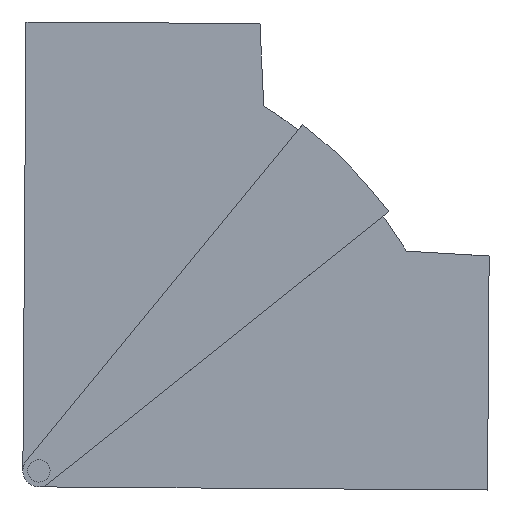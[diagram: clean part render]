
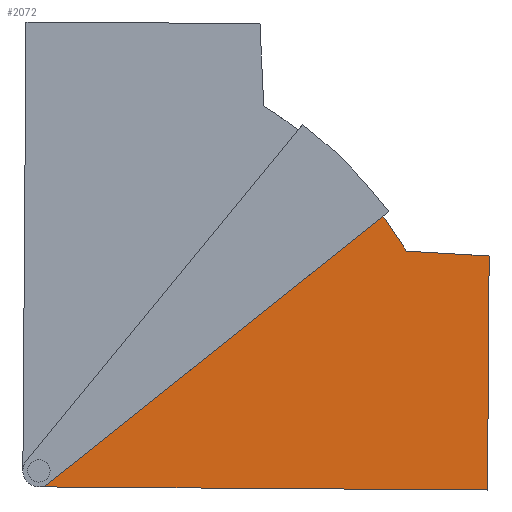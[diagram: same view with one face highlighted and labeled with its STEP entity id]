
A CAD part, front view. The second image highlights one B-rep face of the part: STEP entity #2072.
In plain terms, the highlighted planar face has unit normal (0, -1, 0).
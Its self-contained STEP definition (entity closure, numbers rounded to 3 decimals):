
#21 = CARTESIAN_POINT ( 'NONE',  ( 61., -57.5, -135.104 ) ) ;
#41 = DIRECTION ( 'NONE',  ( 0.052, 0., 0.999 ) ) ;
#59 = EDGE_CURVE ( 'NONE', #908, #554, #469, .T. ) ;
#86 = CARTESIAN_POINT ( 'NONE',  ( -2., -57.5, 0. ) ) ;
#252 = ORIENTED_EDGE ( 'NONE', *, *, #2814, .T. ) ;
#268 = DIRECTION ( 'NONE',  ( 0., -1., 0. ) ) ;
#412 = AXIS2_PLACEMENT_3D ( 'NONE', #3053, #3050, #3047 ) ;
#449 = DIRECTION ( 'NONE',  ( 0., 1., 0. ) ) ;
#467 = DIRECTION ( 'NONE',  ( -1., 0., 0. ) ) ;
#469 = CIRCLE ( 'NONE', #1877, 2.6 ) ;
#481 = CARTESIAN_POINT ( 'NONE',  ( 66., -57.5, -140. ) ) ;
#491 = AXIS2_PLACEMENT_3D ( 'NONE', #3126, #3121, #3118 ) ;
#503 = AXIS2_PLACEMENT_3D ( 'NONE', #481, #449, #467 ) ;
#547 = VERTEX_POINT ( 'NONE', #2421 ) ;
#554 = VERTEX_POINT ( 'NONE', #2331 ) ;
#585 = VERTEX_POINT ( 'NONE', #2308 ) ;
#586 = AXIS2_PLACEMENT_3D ( 'NONE', #2028, #268, #2002 ) ;
#587 = CARTESIAN_POINT ( 'NONE',  ( 61.5, -57.5, -135.593 ) ) ;
#797 = EDGE_LOOP ( 'NONE', ( #2293, #2353 ) ) ;
#803 = DIRECTION ( 'NONE',  ( 0., 1., 0. ) ) ;
#854 = ORIENTED_EDGE ( 'NONE', *, *, #2241, .T. ) ;
#863 = CARTESIAN_POINT ( 'NONE',  ( 61.5, -57.5, -140. ) ) ;
#906 = ORIENTED_EDGE ( 'NONE', *, *, #2237, .T. ) ;
#908 = VERTEX_POINT ( 'NONE', #1904 ) ;
#975 = CARTESIAN_POINT ( 'NONE',  ( -2., -57.5, 0. ) ) ;
#979 = CARTESIAN_POINT ( 'NONE',  ( 70.5, -57.5, -140. ) ) ;
#1012 = EDGE_LOOP ( 'NONE', ( #2149, #906, #1126, #252, #854, #2251, #2256, #1825 ) ) ;
#1126 = ORIENTED_EDGE ( 'NONE', *, *, #2240, .T. ) ;
#1131 = CARTESIAN_POINT ( 'NONE',  ( 71., -57.5, 0. ) ) ;
#1136 = DIRECTION ( 'NONE',  ( -1., 0., 0. ) ) ;
#1304 = CARTESIAN_POINT ( 'NONE',  ( 66., -57.5, -140. ) ) ;
#1364 = VERTEX_POINT ( 'NONE', #975 ) ;
#1396 = VERTEX_POINT ( 'NONE', #979 ) ;
#1397 = CARTESIAN_POINT ( 'NONE',  ( -3.353, -57.5, -25.811 ) ) ;
#1432 = VECTOR ( 'NONE', #1534, 1000. ) ;
#1436 = LINE ( 'NONE', #1574, #1432 ) ;
#1534 = DIRECTION ( 'NONE',  ( 1., 0., 0. ) ) ;
#1539 = CARTESIAN_POINT ( 'NONE',  ( 71., -57.5, -145. ) ) ;
#1574 = CARTESIAN_POINT ( 'NONE',  ( 70.5, -57.5, -140. ) ) ;
#1586 = VERTEX_POINT ( 'NONE', #587 ) ;
#1825 = ORIENTED_EDGE ( 'NONE', *, *, #2253, .T. ) ;
#1877 = AXIS2_PLACEMENT_3D ( 'NONE', #1304, #803, #1136 ) ;
#1904 = CARTESIAN_POINT ( 'NONE',  ( 63.4, -57.5, -140. ) ) ;
#2002 = DIRECTION ( 'NONE',  ( 1., 0., 0. ) ) ;
#2025 = FACE_OUTER_BOUND ( 'NONE', #1012, .T. ) ;
#2028 = CARTESIAN_POINT ( 'NONE',  ( 0., -57.5, -145. ) ) ;
#2072 = ADVANCED_FACE ( 'NONE', ( #2025, #2174 ), #2106, .T. ) ;
#2106 = PLANE ( 'NONE',  #586 ) ;
#2149 = ORIENTED_EDGE ( 'NONE', *, *, #2232, .T. ) ;
#2174 = FACE_BOUND ( 'NONE', #797, .T. ) ;
#2186 = EDGE_CURVE ( 'NONE', #554, #908, #3090, .T. ) ;
#2226 = EDGE_CURVE ( 'NONE', #2887, #1364, #3108, .T. ) ;
#2232 = EDGE_CURVE ( 'NONE', #585, #1586, #3110, .T. ) ;
#2237 = EDGE_CURVE ( 'NONE', #1586, #3034, #3075, .T. ) ;
#2240 = EDGE_CURVE ( 'NONE', #3034, #1396, #3062, .T. ) ;
#2241 = EDGE_CURVE ( 'NONE', #547, #2985, #3070, .T. ) ;
#2248 = EDGE_CURVE ( 'NONE', #1364, #2985, #3073, .T. ) ;
#2251 = ORIENTED_EDGE ( 'NONE', *, *, #2248, .F. ) ;
#2253 = EDGE_CURVE ( 'NONE', #2887, #585, #2945, .T. ) ;
#2256 = ORIENTED_EDGE ( 'NONE', *, *, #2226, .F. ) ;
#2293 = ORIENTED_EDGE ( 'NONE', *, *, #59, .T. ) ;
#2308 = CARTESIAN_POINT ( 'NONE',  ( -29.454, -57.5, -46.525 ) ) ;
#2331 = CARTESIAN_POINT ( 'NONE',  ( 68.6, -57.5, -140. ) ) ;
#2353 = ORIENTED_EDGE ( 'NONE', *, *, #2186, .T. ) ;
#2421 = CARTESIAN_POINT ( 'NONE',  ( 71., -57.5, -140. ) ) ;
#2814 = EDGE_CURVE ( 'NONE', #1396, #547, #1436, .T. ) ;
#2887 = VERTEX_POINT ( 'NONE', #1397 ) ;
#2945 = CIRCLE ( 'NONE', #412, 133.6 ) ;
#2985 = VERTEX_POINT ( 'NONE', #1131 ) ;
#3034 = VERTEX_POINT ( 'NONE', #863 ) ;
#3038 = VECTOR ( 'NONE', #3113, 1000. ) ;
#3047 = DIRECTION ( 'NONE',  ( 0., 0., -1. ) ) ;
#3050 = DIRECTION ( 'NONE',  ( 0., -1., 0. ) ) ;
#3053 = CARTESIAN_POINT ( 'NONE',  ( 66., -57.5, -140. ) ) ;
#3055 = VECTOR ( 'NONE', #3164, 1000. ) ;
#3062 = CIRCLE ( 'NONE', #491, 4.5 ) ;
#3066 = VECTOR ( 'NONE', #3151, 1000. ) ;
#3070 = LINE ( 'NONE', #1539, #3055 ) ;
#3073 = LINE ( 'NONE', #3129, #3038 ) ;
#3075 = LINE ( 'NONE', #3155, #3066 ) ;
#3090 = CIRCLE ( 'NONE', #503, 2.6 ) ;
#3096 = VECTOR ( 'NONE', #3187, 1000. ) ;
#3108 = LINE ( 'NONE', #86, #3138 ) ;
#3110 = LINE ( 'NONE', #21, #3096 ) ;
#3113 = DIRECTION ( 'NONE',  ( 1., 0., 0. ) ) ;
#3118 = DIRECTION ( 'NONE',  ( 0., 0., 1. ) ) ;
#3121 = DIRECTION ( 'NONE',  ( 0., -1., 0. ) ) ;
#3126 = CARTESIAN_POINT ( 'NONE',  ( 66., -57.5, -140. ) ) ;
#3129 = CARTESIAN_POINT ( 'NONE',  ( 0., -57.5, 0. ) ) ;
#3138 = VECTOR ( 'NONE', #41, 1000. ) ;
#3151 = DIRECTION ( 'NONE',  ( 0., 0., -1. ) ) ;
#3155 = CARTESIAN_POINT ( 'NONE',  ( 61.5, -57.5, -140. ) ) ;
#3164 = DIRECTION ( 'NONE',  ( 0., 0., 1. ) ) ;
#3187 = DIRECTION ( 'NONE',  ( 0.714, 0., -0.7 ) ) ;
